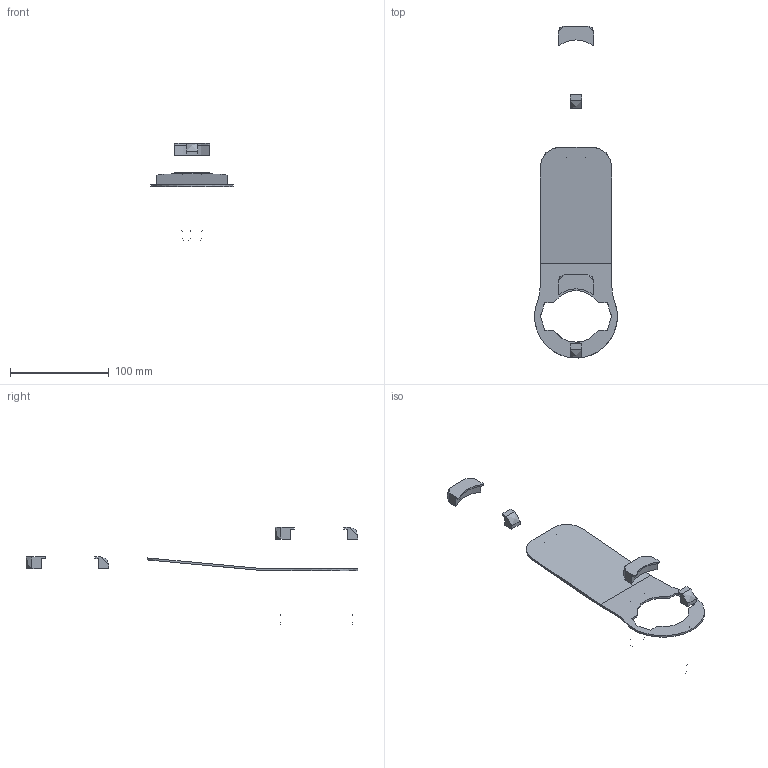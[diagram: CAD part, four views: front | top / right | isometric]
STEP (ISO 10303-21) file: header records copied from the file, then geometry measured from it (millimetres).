
FILE_DESCRIPTION(/* description */ (''),/* implementation_level */ '2;1');
FILE_NAME(/* name */ 'ESPACE BALLON fixations tampon',/* time_stamp */ '2023-11-03T08:38:35+01:00',/* author */ (''),/* organization */ (''),/* preprocessor_version */ 'ST-DEVELOPER v16.5',/* originating_system */ 'Rhino 7.34',/* authorisation */ '');
FILE_SCHEMA (('CONFIG_CONTROL_DESIGN'));
Length unit declared in the file: millimetre
Products named in the file (1): Document
Bounding box: 83.5 x 335.99 x 98.69 mm (x, y, z)
Volume: 37579.4 mm3; surface area: 34144.8 mm2
Topology: 8 solids, 8 shells, 111 faces, 258 edges, 173 vertices
Faces by surface type: bspline 111
Entity records: 8548 total; most frequent: CARTESIAN_POINT 5337, B_SPLINE_CURVE_WITH_KNOTS 513, ORIENTED_EDGE 500, PCURVE 500, DEFINITIONAL_REPRESENTATION 500, SURFACE_CURVE 250, EDGE_CURVE 250, VERTEX_POINT 161
